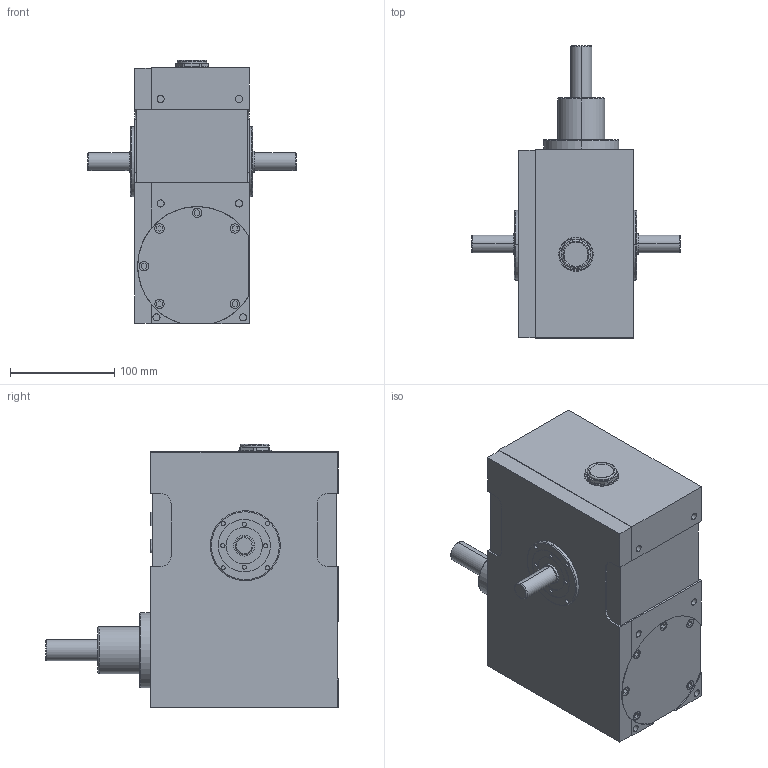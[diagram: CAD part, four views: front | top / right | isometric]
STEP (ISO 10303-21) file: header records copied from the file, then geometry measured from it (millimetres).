
FILE_DESCRIPTION(/* description */ ('Unknown'),/* implementation_level */ '2;1');
FILE_NAME(/* name */ 'FN100',/* time_stamp */ '2025-06-11T16:37:55+08:00',/* author */ ('Unknown'),/* organization */ ('Unknown'),/* preprocessor_version */ 'ST-DEVELOPER v19.4',/* originating_system */ 'Solid Edge',/* authorisation */ 'Unknown');
FILE_SCHEMA (('AUTOMOTIVE_DESIGN {1 0 10303 214 3 1 1}'));
Length unit declared in the file: millimetre
Products named in the file (1): FN100
Bounding box: 200 x 280 x 252 mm (x, y, z)
Volume: 4951721.1 mm3; surface area: 207949.3 mm2
Topology: 1 solids, 2 shells, 462 faces, 1116 edges, 739 vertices
Faces by surface type: plane 261, cylinder 127, bspline 58, torus 16
Full cylindrical faces by diameter (mm): 22.5 x1, 24 x1, 28 x1, 32 x1, 33 x1
Entity records: 19715 total; most frequent: CARTESIAN_POINT 5797, ORIENTED_EDGE 2210, DIRECTION 2086, EDGE_CURVE 1105, VERTEX_POINT 735, AXIS2_PLACEMENT_3D 700, LINE 686, VECTOR 686
